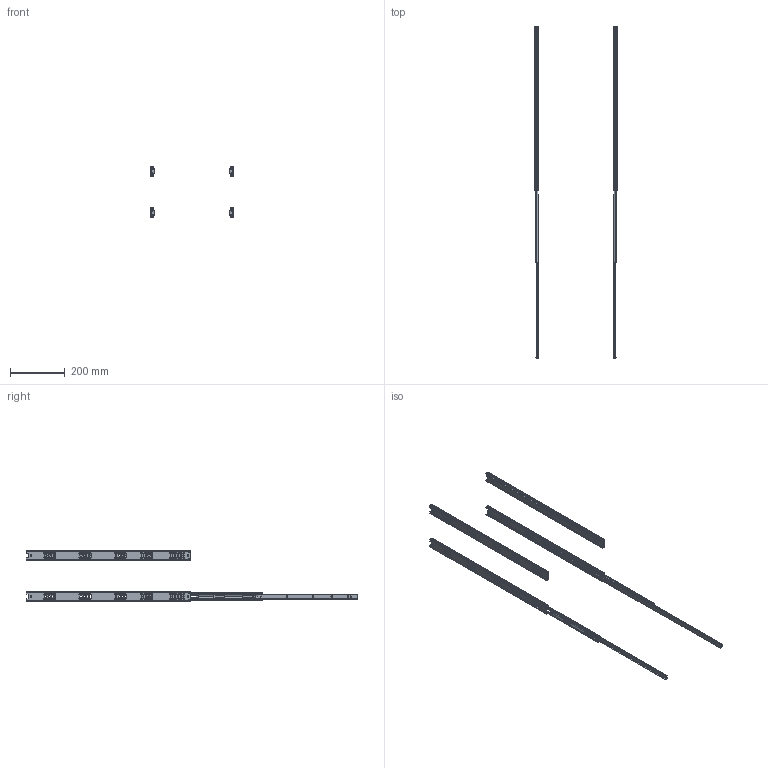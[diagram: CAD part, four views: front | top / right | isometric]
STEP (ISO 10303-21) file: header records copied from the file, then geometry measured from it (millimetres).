
FILE_DESCRIPTION( ( 'Unknown' ), '1' );
FILE_NAME( '24''''600/31A02(600).stp', 'Unknown', ( 'Unknown' ), ( 'Unknown' ), 'PSStep 14.0', 'Unknown', ' ' );
FILE_SCHEMA( ( 'AUTOMOTIVE_DESIGN { 1 0 10303 214 1 1 1 1 }' ) );
Length unit declared in the file: millimetre
Products named in the file (7): Assem1; ; ; ; 外框_mir2; 中框_mir2; 內框_mir2
Assembly tree (12 placements, depth 2):
  Assem1
      x2
      x2
      x2
    外框_mir2  x2
    中框_mir2  x2
    內框_mir2  x2
Bounding box: 300 x 1210 x 186.58 mm (x, y, z)
Volume: 313384.4 mm3; surface area: 604777.6 mm2
Topology: 12 solids, 12 shells, 1724 faces, 5256 edges, 3508 vertices
Faces by surface type: plane 976, cylinder 748
Full cylindrical faces by diameter (mm): 2.52 x4, 4.4 x4, 4.5 x4, 4.6 x12, 6.3 x16, 6.4 x4
Entity records: 36614 total; most frequent: CARTESIAN_POINT 5191, ORIENTED_EDGE 5168, DIRECTION 5094, EDGE_CURVE 2584, LINE 1824, VECTOR 1824, VERTEX_POINT 1732, AXIS2_PLACEMENT_3D 1635
